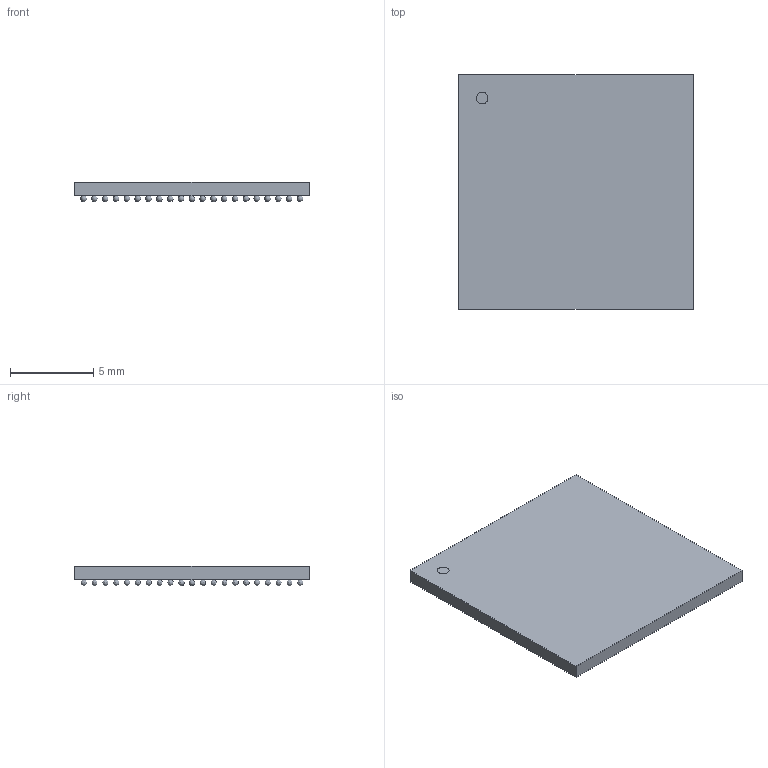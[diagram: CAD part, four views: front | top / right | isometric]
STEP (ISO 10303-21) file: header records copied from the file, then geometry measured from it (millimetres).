
FILE_DESCRIPTION(('STEP AP214'),'1');
FILE_NAME('BGA347_H3_AWT','2024-12-04T06:08:42',(''),(''),'','','');
FILE_SCHEMA(('AUTOMOTIVE_DESIGN'));
Length unit declared in the file: millimetre
Products named in the file (1): product
Bounding box: 14.1 x 14.1 x 1.17 mm (x, y, z)
Volume: 169.7 mm3; surface area: 581.9 mm2
Topology: 349 solids, 349 shells, 356 faces, 1056 edges, 704 vertices
Faces by surface type: sphere 347, plane 8, cylinder 1
Full cylindrical faces by diameter (mm): 0.705 x1
Entity records: 3496 total; most frequent: DIRECTION 732, CARTESIAN_POINT 370, AXIS2_PLACEMENT_3D 360, STYLED_ITEM 356, ADVANCED_FACE 356, MANIFOLD_SOLID_BREP 349, CLOSED_SHELL 349, SPHERICAL_SURFACE 347
